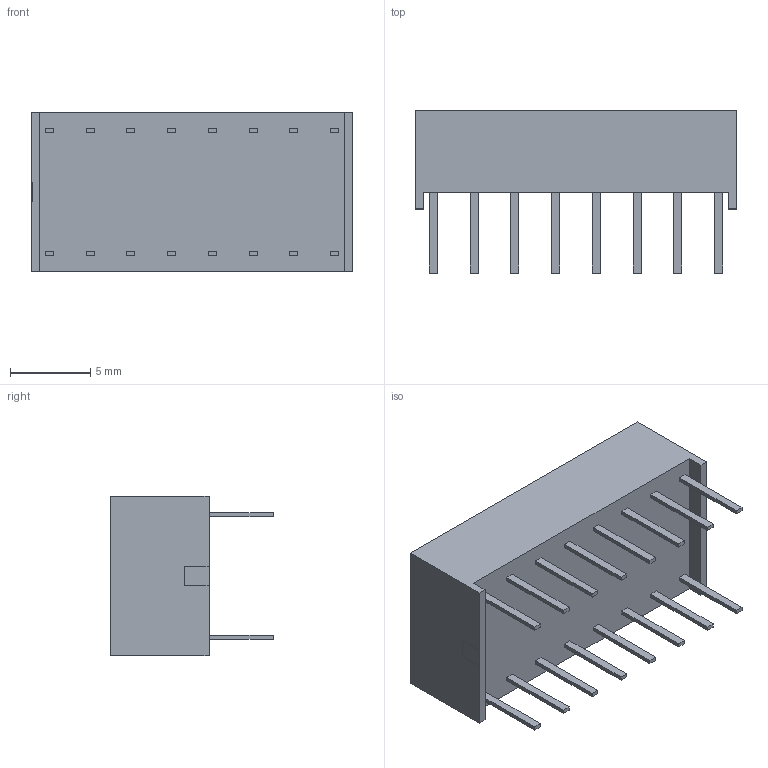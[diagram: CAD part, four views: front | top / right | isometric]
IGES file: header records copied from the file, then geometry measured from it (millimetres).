
Start section: SolidWorks IGES file using analytic representation for surfaces
Global section: file name: KB-2620.IGS; native system: SolidWorks 2008; preprocessor: SolidWorks 2008; author: evant; date: 080906.120049; units: millimetre
Bounding box: 20.04 x 10.12 x 9.94 mm (x, y, z)
Surface area: 1447.4 mm2 (no closed solid volume)
Topology: 0 solids, 0 shells, 417 faces, 3291 edges, 4332 vertices
Faces by surface type: bspline 417
